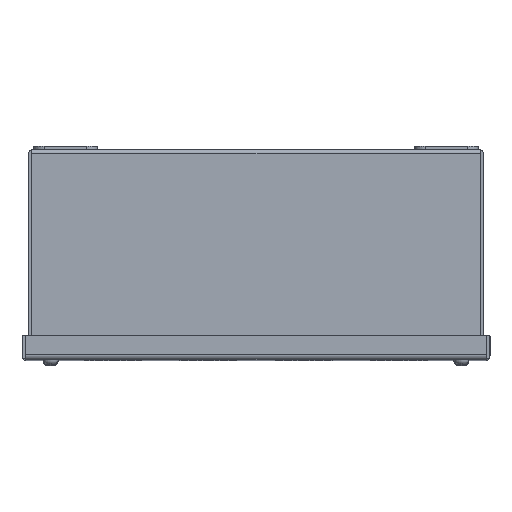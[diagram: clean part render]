
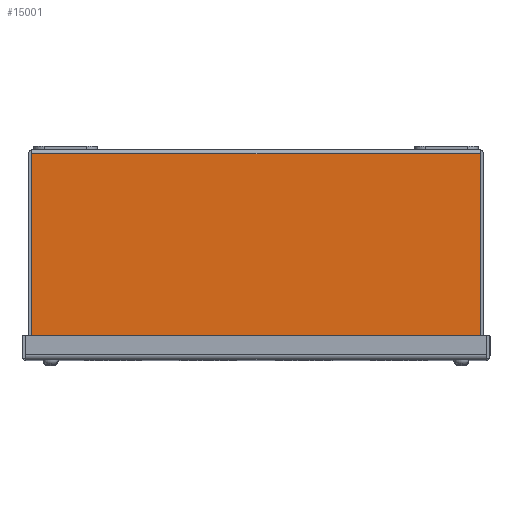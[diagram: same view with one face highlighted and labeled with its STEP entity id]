
A CAD part, top view. The second image highlights one B-rep face of the part: STEP entity #15001.
In plain terms, the highlighted planar face has unit normal (0, 0, 1).
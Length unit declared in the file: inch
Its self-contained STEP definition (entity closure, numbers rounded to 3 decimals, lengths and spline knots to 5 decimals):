
#27 = EDGE_CURVE ( 'NONE', #7685, #3811, #30672, .T. ) ;
#103 = FACE_OUTER_BOUND ( 'NONE', #1941, .T. ) ;
#435 = EDGE_CURVE ( 'NONE', #31110, #8176, #18007, .T. ) ;
#1941 = EDGE_LOOP ( 'NONE', ( #18512, #32073, #26250, #19100 ) ) ;
#2878 = DIRECTION ( 'NONE',  ( 0., -1., 0. ) ) ;
#3811 = VERTEX_POINT ( 'NONE', #24294 ) ;
#7685 = VERTEX_POINT ( 'NONE', #19770 ) ;
#8176 = VERTEX_POINT ( 'NONE', #18893 ) ;
#9648 = LINE ( 'NONE', #27192, #32537 ) ;
#10407 = CARTESIAN_POINT ( 'NONE',  ( -5.267, -0.108, 7. ) ) ;
#10553 = DIRECTION ( 'NONE',  ( -1., 0., 0. ) ) ;
#12426 = DIRECTION ( 'NONE',  ( 1., 0., 0. ) ) ;
#12442 = DIRECTION ( 'NONE',  ( 0., -1., 0. ) ) ;
#14792 = VECTOR ( 'NONE', #12442, 39.37008 ) ;
#15001 = ADVANCED_FACE ( 'NONE', ( #103 ), #23359, .F. ) ;
#17897 = EDGE_CURVE ( 'NONE', #7685, #31110, #17990, .T. ) ;
#17958 = CARTESIAN_POINT ( 'NONE',  ( 37.031, 0., 7. ) ) ;
#17990 = LINE ( 'NONE', #10407, #31698 ) ;
#18007 = LINE ( 'NONE', #30980, #14792 ) ;
#18041 = CARTESIAN_POINT ( 'NONE',  ( -5.30221, 39.37008, 7. ) ) ;
#18512 = ORIENTED_EDGE ( 'NONE', *, *, #25280, .F. ) ;
#18893 = CARTESIAN_POINT ( 'NONE',  ( 5.30221, -4.642, 7. ) ) ;
#19100 = ORIENTED_EDGE ( 'NONE', *, *, #27, .T. ) ;
#19770 = CARTESIAN_POINT ( 'NONE',  ( -5.30221, -0.108, 7. ) ) ;
#19914 = DIRECTION ( 'NONE',  ( -1., 0., 0. ) ) ;
#22034 = CARTESIAN_POINT ( 'NONE',  ( 5.30221, -0.108, 7. ) ) ;
#23359 = PLANE ( 'NONE',  #24023 ) ;
#24023 = AXIS2_PLACEMENT_3D ( 'NONE', #17958, #25557, #10553 ) ;
#24294 = CARTESIAN_POINT ( 'NONE',  ( -5.30221, -4.642, 7. ) ) ;
#25280 = EDGE_CURVE ( 'NONE', #8176, #3811, #9648, .T. ) ;
#25557 = DIRECTION ( 'NONE',  ( 0., 0., -1. ) ) ;
#26082 = VECTOR ( 'NONE', #2878, 39.37008 ) ;
#26250 = ORIENTED_EDGE ( 'NONE', *, *, #17897, .F. ) ;
#27192 = CARTESIAN_POINT ( 'NONE',  ( 37.031, -4.642, 7. ) ) ;
#30672 = LINE ( 'NONE', #18041, #26082 ) ;
#30980 = CARTESIAN_POINT ( 'NONE',  ( 5.30221, 39.37008, 7. ) ) ;
#31110 = VERTEX_POINT ( 'NONE', #22034 ) ;
#31698 = VECTOR ( 'NONE', #12426, 39.37008 ) ;
#32073 = ORIENTED_EDGE ( 'NONE', *, *, #435, .F. ) ;
#32537 = VECTOR ( 'NONE', #19914, 39.37008 ) ;
